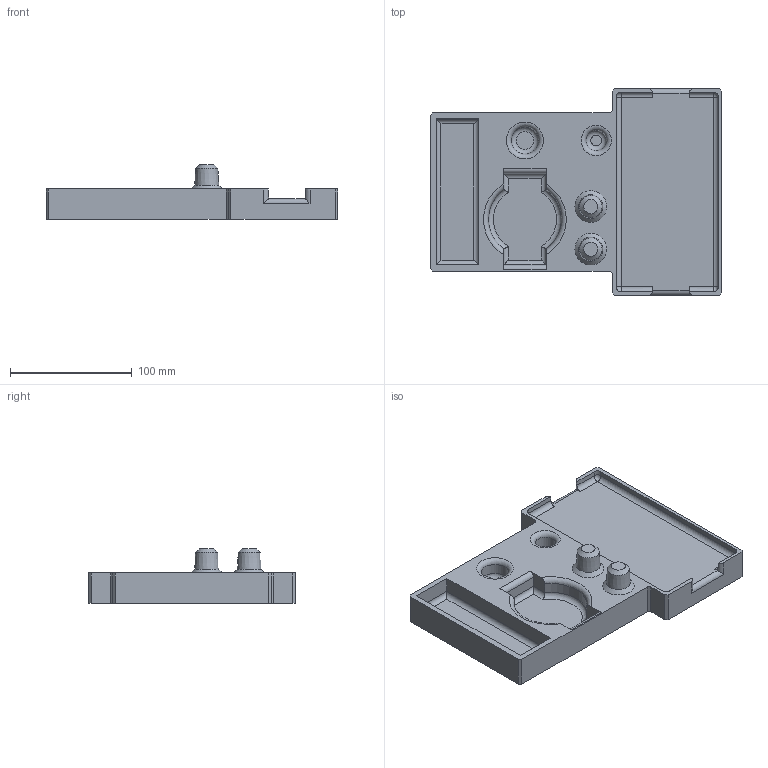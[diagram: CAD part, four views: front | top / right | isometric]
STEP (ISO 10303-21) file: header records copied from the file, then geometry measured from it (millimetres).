
FILE_DESCRIPTION(/* description */ ('STEP AP242 Edition 2','CAx-IF Rec.Pracs.---Representation and Presentation of Product Manufacturing Information (PMI)---4.0---2014-10-13','CAx-IF Rec.Pracs.---3D Tessellated Geometry---0.4---2014-09-14','2;1','CAx-IF Rec.Pracs.---User Defined Attributes---1.5---2016-08-15'),/* implementation_level */ '2;1');
FILE_NAME(/* name */ '69219520939c886c759c1f59',/* time_stamp */ '2025-11-22T10:49:05Z',/* author */ (''),/* organization */ (''),/* preprocessor_version */ 'ST-DEVELOPER v20',/* originating_system */ 'ONSHAPE BY PTC INC, 1.207',/* authorisation */ ' ');
FILE_SCHEMA (('AP242_MANAGED_MODEL_BASED_3D_ENGINEERING_MIM_LF { 1 0 10303 442 3 1 4 }'));
Length unit declared in the file: metre
Products named in the file (1): Part 1
Bounding box: 240 x 170 x 45 mm (x, y, z)
Volume: 630944.8 mm3; surface area: 103552.4 mm2
Topology: 1 solids, 1 shells, 96 faces, 234 edges, 142 vertices
Faces by surface type: plane 46, cylinder 32, torus 8, cone 6, sphere 4
Full cylindrical faces by diameter (mm): 16.8 x1, 22.4 x1
Entity records: 2718 total; most frequent: CARTESIAN_POINT 505, DIRECTION 462, ORIENTED_EDGE 432, EDGE_CURVE 216, AXIS2_PLACEMENT_3D 161, VERTEX_POINT 140, LINE 140, VECTOR 140
